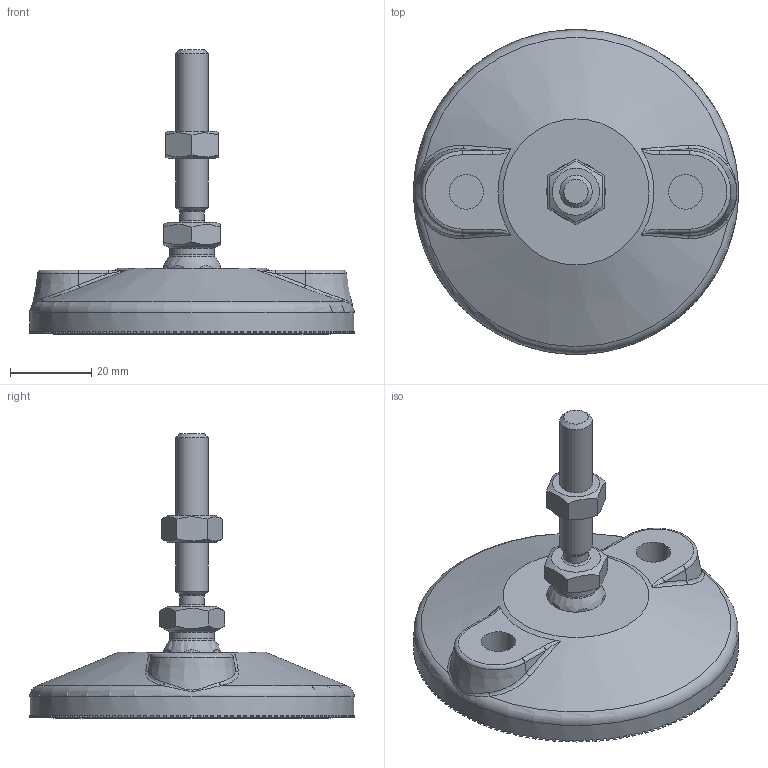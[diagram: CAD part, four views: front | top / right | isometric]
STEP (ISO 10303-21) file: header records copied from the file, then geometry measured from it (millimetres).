
FILE_DESCRIPTION(/* description */ (''),/* implementation_level */ '2;1');
FILE_NAME(/* name */ '418008.stp',/* time_stamp */ '2019-02-02T12:58:53+01:00',/* author */ ('Spacek'),/* organization */ ('Alutec K&K'),/* preprocessor_version */ 'ST-DEVELOPER v17',/* originating_system */ 'Autodesk Inventor 2018',/* authorisation */ '');
FILE_SCHEMA (('AUTOMOTIVE_DESIGN { 1 0 10303 214 3 1 1 }'));
Length unit declared in the file: millimetre
Products named in the file (5): 418008; Dřík M8x63; ISO4032_M8; 408008-3; 418008_1
Assembly tree (4 placements, depth 2):
  418008
    Dřík M8x63
    ISO4032_M8
    408008-3
    418008_1
Bounding box: 80 x 80 x 70.01 mm (x, y, z)
Volume: 58601.7 mm3; surface area: 30871.6 mm2
Topology: 4 solids, 4 shells, 1114 faces, 2954 edges, 1847 vertices
Faces by surface type: plane 995, cylinder 59, cone 27, bspline 14, sphere 10, torus 9
Full cylindrical faces by diameter (mm): 6 x1, 6.647 x1, 8 x3, 8.5 x2, 11 x1, 15 x1, 36 x1, 70 x2, 80 x1
Entity records: 37289 total; most frequent: CARTESIAN_POINT 7292, ORIENTED_EDGE 6210, DIRECTION 5912, EDGE_CURVE 3105, LINE 2320, VECTOR 2320, VERTEX_POINT 1847, AXIS2_PLACEMENT_3D 1796
